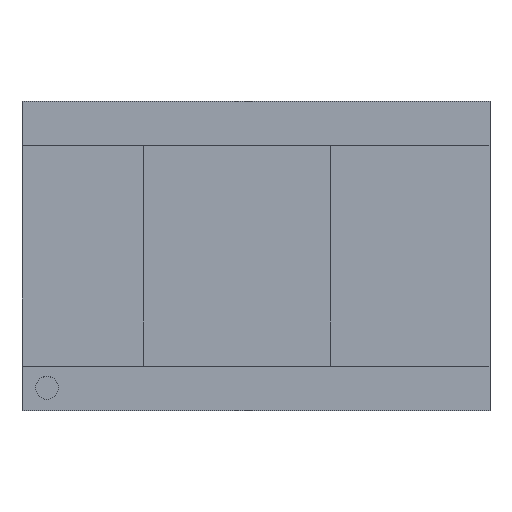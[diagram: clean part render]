
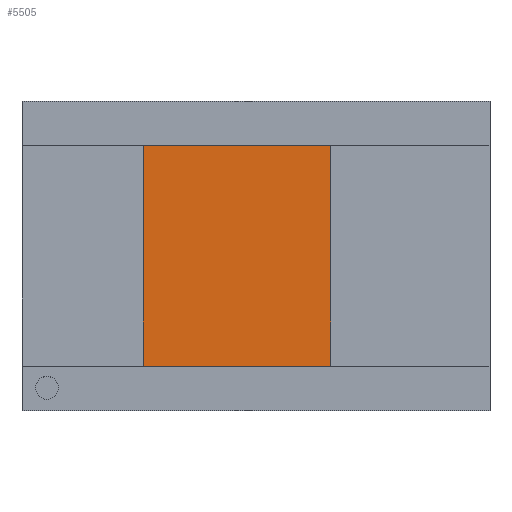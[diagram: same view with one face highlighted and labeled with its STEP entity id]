
A CAD part, top view. The second image highlights one B-rep face of the part: STEP entity #5505.
In plain terms, the highlighted planar face has unit normal (0, 0, 1).
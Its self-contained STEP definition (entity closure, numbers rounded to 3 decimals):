
#1145 = PLANE('',#1146);
#1146 = AXIS2_PLACEMENT_3D('',#1147,#1148,#1149);
#1147 = CARTESIAN_POINT('',(10.521,2.,3.299));
#1148 = DIRECTION('',(0.,-1.,0.));
#1149 = DIRECTION('',(0.,0.,-1.));
#1201 = PLANE('',#1202);
#1202 = AXIS2_PLACEMENT_3D('',#1203,#1204,#1205);
#1203 = CARTESIAN_POINT('',(10.521,12.,3.299));
#1204 = DIRECTION('',(0.,1.,0.));
#1205 = DIRECTION('',(0.,0.,1.));
#3135 = VERTEX_POINT('',#3136);
#3136 = CARTESIAN_POINT('',(13.99,2.,6.5));
#3150 = PLANE('',#3151);
#3151 = AXIS2_PLACEMENT_3D('',#3152,#3153,#3154);
#3152 = CARTESIAN_POINT('',(13.99,2.,4.2));
#3153 = DIRECTION('',(-1.,0.,0.));
#3154 = DIRECTION('',(0.,1.,0.));
#3162 = EDGE_CURVE('',#3163,#3135,#3165,.T.);
#3163 = VERTEX_POINT('',#3164);
#3164 = CARTESIAN_POINT('',(5.5,2.,6.5));
#3165 = SURFACE_CURVE('',#3166,(#3170,#3177),.PCURVE_S1.);
#3166 = LINE('',#3167,#3168);
#3167 = CARTESIAN_POINT('',(5.5,2.,6.5));
#3168 = VECTOR('',#3169,1.);
#3169 = DIRECTION('',(1.,0.,0.));
#3170 = PCURVE('',#1145,#3171);
#3171 = DEFINITIONAL_REPRESENTATION('',(#3172),#3176);
#3172 = LINE('',#3173,#3174);
#3173 = CARTESIAN_POINT('',(-3.201,-5.021));
#3174 = VECTOR('',#3175,1.);
#3175 = DIRECTION('',(0.,1.));
#3176 = ( GEOMETRIC_REPRESENTATION_CONTEXT(2) 
PARAMETRIC_REPRESENTATION_CONTEXT() REPRESENTATION_CONTEXT('2D SPACE',''
  ) );
#3177 = PCURVE('',#3178,#3183);
#3178 = PLANE('',#3179);
#3179 = AXIS2_PLACEMENT_3D('',#3180,#3181,#3182);
#3180 = CARTESIAN_POINT('',(9.745,7.,6.5));
#3181 = DIRECTION('',(0.,0.,1.));
#3182 = DIRECTION('',(1.,0.,0.));
#3183 = DEFINITIONAL_REPRESENTATION('',(#3184),#3188);
#3184 = LINE('',#3185,#3186);
#3185 = CARTESIAN_POINT('',(-4.245,-5.));
#3186 = VECTOR('',#3187,1.);
#3187 = DIRECTION('',(1.,0.));
#3188 = ( GEOMETRIC_REPRESENTATION_CONTEXT(2) 
PARAMETRIC_REPRESENTATION_CONTEXT() REPRESENTATION_CONTEXT('2D SPACE',''
  ) );
#3206 = PLANE('',#3207);
#3207 = AXIS2_PLACEMENT_3D('',#3208,#3209,#3210);
#3208 = CARTESIAN_POINT('',(5.5,12.,4.2));
#3209 = DIRECTION('',(1.,0.,0.));
#3210 = DIRECTION('',(0.,-1.,0.));
#3296 = VERTEX_POINT('',#3297);
#3297 = CARTESIAN_POINT('',(5.5,12.,6.5));
#3318 = EDGE_CURVE('',#3319,#3296,#3321,.T.);
#3319 = VERTEX_POINT('',#3320);
#3320 = CARTESIAN_POINT('',(13.99,12.,6.5));
#3321 = SURFACE_CURVE('',#3322,(#3326,#3333),.PCURVE_S1.);
#3322 = LINE('',#3323,#3324);
#3323 = CARTESIAN_POINT('',(13.99,12.,6.5));
#3324 = VECTOR('',#3325,1.);
#3325 = DIRECTION('',(-1.,0.,0.));
#3326 = PCURVE('',#1201,#3327);
#3327 = DEFINITIONAL_REPRESENTATION('',(#3328),#3332);
#3328 = LINE('',#3329,#3330);
#3329 = CARTESIAN_POINT('',(3.201,3.469));
#3330 = VECTOR('',#3331,1.);
#3331 = DIRECTION('',(0.,-1.));
#3332 = ( GEOMETRIC_REPRESENTATION_CONTEXT(2) 
PARAMETRIC_REPRESENTATION_CONTEXT() REPRESENTATION_CONTEXT('2D SPACE',''
  ) );
#3333 = PCURVE('',#3178,#3334);
#3334 = DEFINITIONAL_REPRESENTATION('',(#3335),#3339);
#3335 = LINE('',#3336,#3337);
#3336 = CARTESIAN_POINT('',(4.245,5.));
#3337 = VECTOR('',#3338,1.);
#3338 = DIRECTION('',(-1.,0.));
#3339 = ( GEOMETRIC_REPRESENTATION_CONTEXT(2) 
PARAMETRIC_REPRESENTATION_CONTEXT() REPRESENTATION_CONTEXT('2D SPACE',''
  ) );
#5483 = EDGE_CURVE('',#3135,#3319,#5484,.T.);
#5484 = SURFACE_CURVE('',#5485,(#5489,#5496),.PCURVE_S1.);
#5485 = LINE('',#5486,#5487);
#5486 = CARTESIAN_POINT('',(13.99,2.,6.5));
#5487 = VECTOR('',#5488,1.);
#5488 = DIRECTION('',(0.,1.,0.));
#5489 = PCURVE('',#3150,#5490);
#5490 = DEFINITIONAL_REPRESENTATION('',(#5491),#5495);
#5491 = LINE('',#5492,#5493);
#5492 = CARTESIAN_POINT('',(0.,-2.3));
#5493 = VECTOR('',#5494,1.);
#5494 = DIRECTION('',(1.,0.));
#5495 = ( GEOMETRIC_REPRESENTATION_CONTEXT(2) 
PARAMETRIC_REPRESENTATION_CONTEXT() REPRESENTATION_CONTEXT('2D SPACE',''
  ) );
#5496 = PCURVE('',#3178,#5497);
#5497 = DEFINITIONAL_REPRESENTATION('',(#5498),#5502);
#5498 = LINE('',#5499,#5500);
#5499 = CARTESIAN_POINT('',(4.245,-5.));
#5500 = VECTOR('',#5501,1.);
#5501 = DIRECTION('',(0.,1.));
#5502 = ( GEOMETRIC_REPRESENTATION_CONTEXT(2) 
PARAMETRIC_REPRESENTATION_CONTEXT() REPRESENTATION_CONTEXT('2D SPACE',''
  ) );
#5505 = ADVANCED_FACE('',(#5506),#3178,.T.);
#5506 = FACE_BOUND('',#5507,.T.);
#5507 = EDGE_LOOP('',(#5508,#5509,#5510,#5511));
#5508 = ORIENTED_EDGE('',*,*,#3162,.T.);
#5509 = ORIENTED_EDGE('',*,*,#5483,.T.);
#5510 = ORIENTED_EDGE('',*,*,#3318,.T.);
#5511 = ORIENTED_EDGE('',*,*,#5512,.T.);
#5512 = EDGE_CURVE('',#3296,#3163,#5513,.T.);
#5513 = SURFACE_CURVE('',#5514,(#5518,#5525),.PCURVE_S1.);
#5514 = LINE('',#5515,#5516);
#5515 = CARTESIAN_POINT('',(5.5,12.,6.5));
#5516 = VECTOR('',#5517,1.);
#5517 = DIRECTION('',(0.,-1.,0.));
#5518 = PCURVE('',#3178,#5519);
#5519 = DEFINITIONAL_REPRESENTATION('',(#5520),#5524);
#5520 = LINE('',#5521,#5522);
#5521 = CARTESIAN_POINT('',(-4.245,5.));
#5522 = VECTOR('',#5523,1.);
#5523 = DIRECTION('',(0.,-1.));
#5524 = ( GEOMETRIC_REPRESENTATION_CONTEXT(2) 
PARAMETRIC_REPRESENTATION_CONTEXT() REPRESENTATION_CONTEXT('2D SPACE',''
  ) );
#5525 = PCURVE('',#3206,#5526);
#5526 = DEFINITIONAL_REPRESENTATION('',(#5527),#5531);
#5527 = LINE('',#5528,#5529);
#5528 = CARTESIAN_POINT('',(0.,-2.3));
#5529 = VECTOR('',#5530,1.);
#5530 = DIRECTION('',(1.,0.));
#5531 = ( GEOMETRIC_REPRESENTATION_CONTEXT(2) 
PARAMETRIC_REPRESENTATION_CONTEXT() REPRESENTATION_CONTEXT('2D SPACE',''
  ) );
